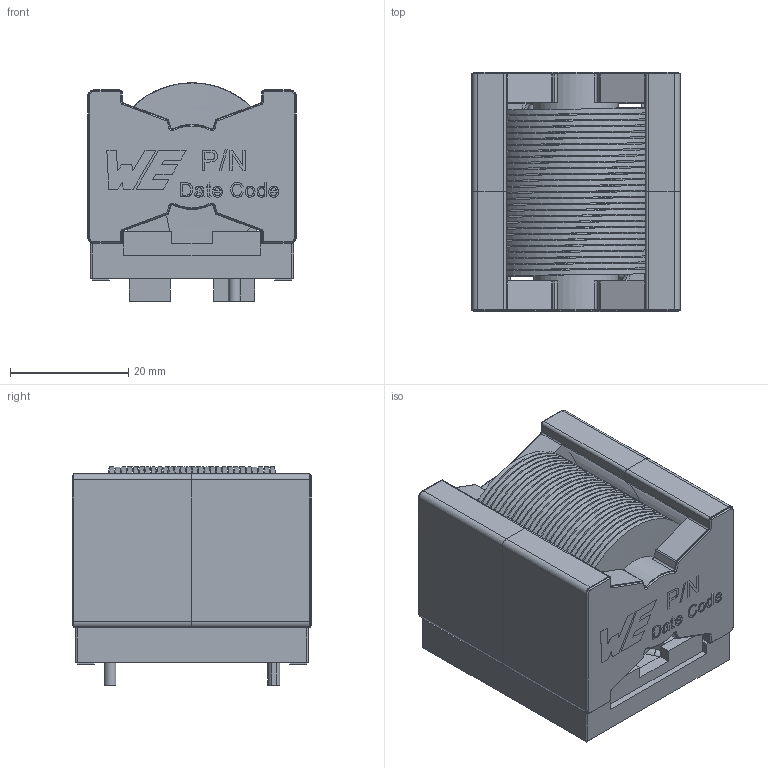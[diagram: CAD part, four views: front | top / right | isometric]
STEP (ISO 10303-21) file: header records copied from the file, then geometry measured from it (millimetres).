
FILE_DESCRIPTION(/* description */ ('Unknown'),/* implementation_level */ '2;1');
FILE_NAME(/* name */ '3540_7843763540xxx_0,8 wire',/* time_stamp */ '2023-07-12T10:08:18+02:00',/* author */ ('Unknown'),/* organization */ ('Unknown'),/* preprocessor_version */ 'ST-DEVELOPER v16.7',/* originating_system */ 'Solid Edge',/* authorisation */ 'Unknown');
FILE_SCHEMA (('AUTOMOTIVE_DESIGN {1 0 10303 214 3 1 1}'));
Length unit declared in the file: millimetre
Products named in the file (6): 3540_7843763540xxx_0,8 wire; Base_PM9820; Core_PQ35.2-40.5A; Marking; Coil; Pin
Assembly tree (6 placements, depth 2):
  3540_7843763540xxx_0,8 wire
    Base_PM9820
    Core_PQ35.2-40.5A  x2
    Marking
    Coil
    Pin
Bounding box: 35.2 x 40.51 x 36.9 mm (x, y, z)
Volume: 33671.5 mm3; surface area: 43406.6 mm2
Topology: 18 solids, 18 shells, 530 faces, 1358 edges, 864 vertices
Faces by surface type: plane 337, cylinder 119, cone 46, bspline 26, torus 2
Full cylindrical faces by diameter (mm): 2 x3, 2.2 x2, 14.4 x2
Entity records: 16857 total; most frequent: CARTESIAN_POINT 7101, ORIENTED_EDGE 1982, DIRECTION 1762, EDGE_CURVE 991, LINE 682, VECTOR 682, VERTEX_POINT 647, AXIS2_PLACEMENT_3D 540
